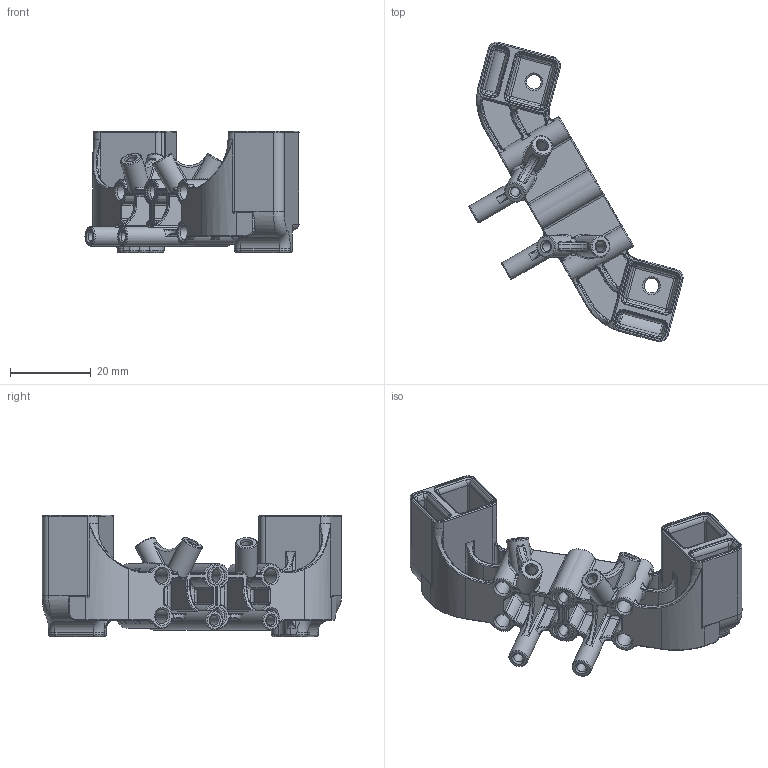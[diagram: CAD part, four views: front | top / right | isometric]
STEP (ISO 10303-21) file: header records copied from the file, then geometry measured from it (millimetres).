
FILE_DESCRIPTION(/* description */ (''),/* implementation_level */ '2;1');
FILE_NAME(/* name */ 'MP_DooKi3_SLM_Z_MGN9C_Front_V4.step',/* time_stamp */ '2024-09-09T23:05:01-04:00',/* author */ (''),/* organization */ (''),/* preprocessor_version */ 'ST-DEVELOPER v20',/* originating_system */ 'Autodesk Translation Framework v13.14.0.145',/* authorisation */ '');
FILE_SCHEMA (('AUTOMOTIVE_DESIGN { 1 0 10303 214 3 1 1 }'));
Products named in the file (1): MP_DooKi3_SLM_Z_MGN9C_Front_V4
Bounding box: 53.05 x 74.2 x 30 mm (x, y, z)
Volume: 14472.6 mm3; surface area: 18030.6 mm2
Topology: 2 solids, 2 shells, 1476 faces, 3464 edges, 1858 vertices
Faces by surface type: cylinder 512, torus 368, bspline 350, plane 192, cone 52, sphere 2
Full cylindrical faces by diameter (mm): 2.4 x6, 3.6 x10, 4.8 x2, 5.4 x4
Entity records: 52861 total; most frequent: CARTESIAN_POINT 21174, DIRECTION 6670, ORIENTED_EDGE 6656, EDGE_CURVE 3328, AXIS2_PLACEMENT_3D 2847, VERTEX_POINT 1858, CIRCLE 1620, EDGE_LOOP 1514
